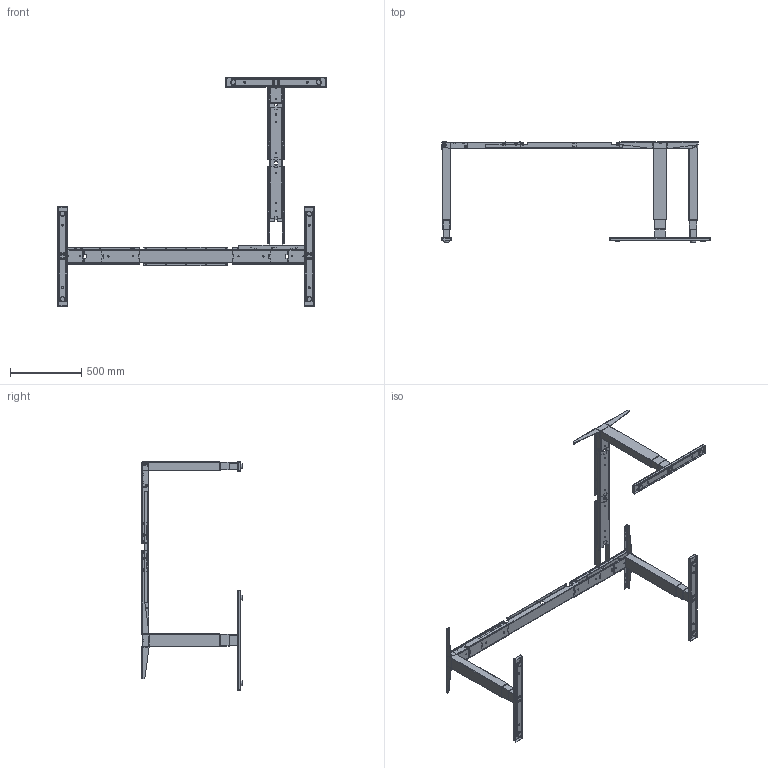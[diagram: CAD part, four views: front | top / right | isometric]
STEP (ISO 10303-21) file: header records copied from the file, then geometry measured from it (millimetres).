
FILE_DESCRIPTION (( 'STEP AP203' ), '1' );
FILE_NAME ('AE33JAxxxxxxx_Fl174_Fl115.STEP', '2017-11-17T12:32:08', ( '' ), ( '' ), 'SwSTEP 2.0', 'SolidWorks 2015', '' );
FILE_SCHEMA (( 'CONFIG_CONTROL_DESIGN' ));
Length unit declared in the file: millimetre
Products named in the file (1): AE33JAxxxxxxx_Fl174_Fl115
Bounding box: 1888.75 x 704.8 x 1612.63 mm (x, y, z)
Surface area: 3409291.9 mm2 (no closed solid volume)
Topology: 0 solids, 218 shells, 2000 faces, 10691 edges, 8571 vertices
Faces by surface type: plane 1036, cylinder 727, torus 89, cone 64, bspline 47, sphere 37
Entity records: 106438 total; most frequent: CARTESIAN_POINT 26306, DIRECTION 16504, ORIENTED_EDGE 14039, EDGE_CURVE 10689, VERTEX_POINT 8571, LINE 6502, VECTOR 6502, AXIS2_PLACEMENT_3D 5001
